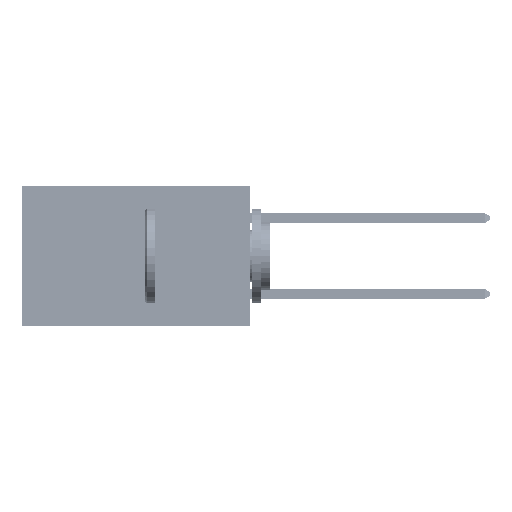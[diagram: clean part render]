
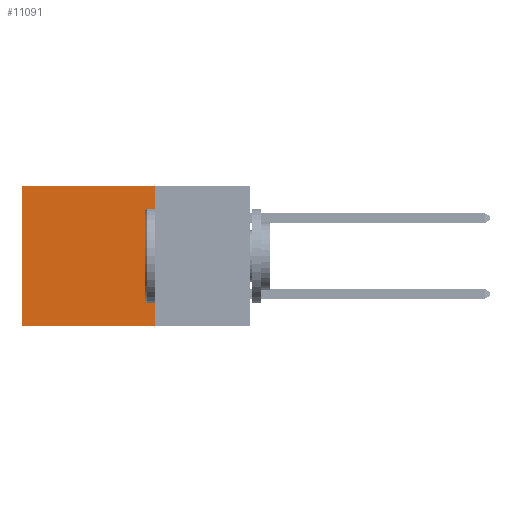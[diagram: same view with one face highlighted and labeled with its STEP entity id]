
A CAD part, left-side view. The second image highlights one B-rep face of the part: STEP entity #11091.
In plain terms, the highlighted planar face has unit normal (-1, 0, 0).
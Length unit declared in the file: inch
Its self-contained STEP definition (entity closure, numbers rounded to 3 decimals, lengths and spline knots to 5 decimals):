
#303 = DIRECTION ( 'NONE',  ( 1., 0., 0. ) ) ;
#1778 = CARTESIAN_POINT ( 'NONE',  ( 0.2875, 0.6, 0. ) ) ;
#1884 = LINE ( 'NONE', #47814, #31452 ) ;
#2775 = CARTESIAN_POINT ( 'NONE',  ( 0.2875, 0.6, -0.37 ) ) ;
#4610 = ORIENTED_EDGE ( 'NONE', *, *, #30578, .T. ) ;
#5511 = FACE_OUTER_BOUND ( 'NONE', #27153, .T. ) ;
#7470 = CARTESIAN_POINT ( 'NONE',  ( 0.2875, 0.25, 0. ) ) ;
#7949 = DIRECTION ( 'NONE',  ( 0., 0., -1. ) ) ;
#8986 = CARTESIAN_POINT ( 'NONE',  ( 0.2875, 0.6, 0. ) ) ;
#8998 = ORIENTED_EDGE ( 'NONE', *, *, #46579, .F. ) ;
#9816 = CARTESIAN_POINT ( 'NONE',  ( 0.2875, 0.25, 0. ) ) ;
#10166 = VERTEX_POINT ( 'NONE', #9816 ) ;
#10866 = VERTEX_POINT ( 'NONE', #2775 ) ;
#11091 = ADVANCED_FACE ( 'NONE', ( #5511 ), #11558, .F. ) ;
#11558 = PLANE ( 'NONE',  #43287 ) ;
#14188 = VERTEX_POINT ( 'NONE', #34945 ) ;
#18366 = VECTOR ( 'NONE', #22864, 39.37008 ) ;
#20433 = CARTESIAN_POINT ( 'NONE',  ( 0.2875, 0.25, 0. ) ) ;
#22153 = DIRECTION ( 'NONE',  ( 0., 1., 0. ) ) ;
#22864 = DIRECTION ( 'NONE',  ( 0., 1., 0. ) ) ;
#23193 = LINE ( 'NONE', #20433, #46874 ) ;
#24692 = ORIENTED_EDGE ( 'NONE', *, *, #45037, .F. ) ;
#27153 = EDGE_LOOP ( 'NONE', ( #44617, #24692, #8998, #4610 ) ) ;
#27716 = DIRECTION ( 'NONE',  ( 0., 0., -1. ) ) ;
#30578 = EDGE_CURVE ( 'NONE', #10166, #45337, #45542, .T. ) ;
#31452 = VECTOR ( 'NONE', #22153, 39.37008 ) ;
#34945 = CARTESIAN_POINT ( 'NONE',  ( 0.2875, 0.25, -0.37 ) ) ;
#36920 = VECTOR ( 'NONE', #27716, 39.37008 ) ;
#39346 = DIRECTION ( 'NONE',  ( 0., 0., -1. ) ) ;
#40404 = LINE ( 'NONE', #1778, #36920 ) ;
#42828 = EDGE_CURVE ( 'NONE', #45337, #10866, #40404, .T. ) ;
#43287 = AXIS2_PLACEMENT_3D ( 'NONE', #7470, #303, #7949 ) ;
#44617 = ORIENTED_EDGE ( 'NONE', *, *, #42828, .T. ) ;
#44999 = CARTESIAN_POINT ( 'NONE',  ( 0.2875, 0.25, 0. ) ) ;
#45037 = EDGE_CURVE ( 'NONE', #14188, #10866, #1884, .T. ) ;
#45337 = VERTEX_POINT ( 'NONE', #8986 ) ;
#45542 = LINE ( 'NONE', #44999, #18366 ) ;
#46579 = EDGE_CURVE ( 'NONE', #10166, #14188, #23193, .T. ) ;
#46874 = VECTOR ( 'NONE', #39346, 39.37008 ) ;
#47814 = CARTESIAN_POINT ( 'NONE',  ( 0.2875, 0.25, -0.37 ) ) ;
